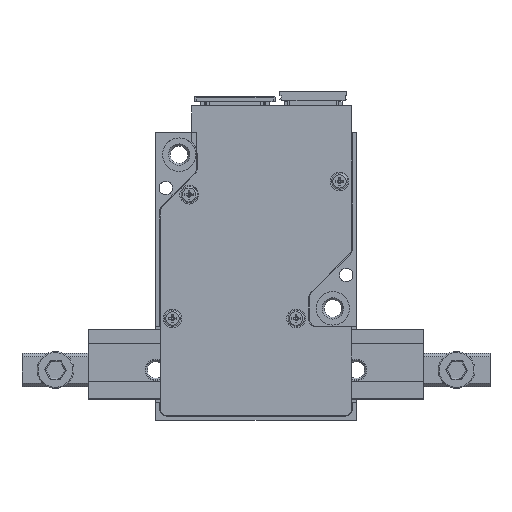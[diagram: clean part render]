
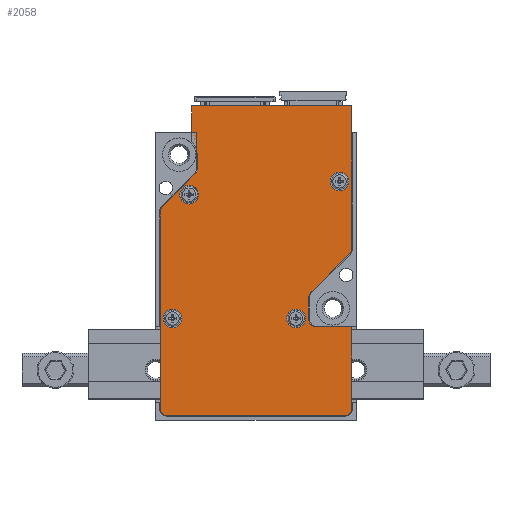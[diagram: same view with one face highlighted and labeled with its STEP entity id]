
A CAD part, top view. The second image highlights one B-rep face of the part: STEP entity #2058.
In plain terms, the highlighted planar face has unit normal (0, 0, 1).
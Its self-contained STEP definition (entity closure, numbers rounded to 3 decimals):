
#1596=FACE_BOUND('',#5524,.T.);
#1597=FACE_BOUND('',#5525,.T.);
#1598=FACE_BOUND('',#5526,.T.);
#1599=FACE_BOUND('',#5527,.T.);
#1600=FACE_BOUND('',#5528,.T.);
#2058=ADVANCED_FACE('',(#1596,#1597,#1598,#1599,#1600),#3253,.F.);
#3253=PLANE('',#26261);
#5524=EDGE_LOOP('',(#8145));
#5525=EDGE_LOOP('',(#8146));
#5526=EDGE_LOOP('',(#8147));
#5527=EDGE_LOOP('',(#8148));
#5528=EDGE_LOOP('',(#8149,#8150,#8151,#8152,#8153,#8154,#8155,#8156,#8157,
#8158,#8159,#8160,#8161,#8162,#8163,#8164,#8165,#8166,#8167));
#6940=CIRCLE('',#26246,2.7);
#6941=CIRCLE('',#26250,1.4);
#6942=CIRCLE('',#26251,1.4);
#6943=CIRCLE('',#26252,1.4);
#6944=CIRCLE('',#26253,1.4);
#6945=CIRCLE('',#26254,1.1);
#6946=CIRCLE('',#26255,0.9);
#6947=CIRCLE('',#26256,1.1);
#6948=CIRCLE('',#26257,0.9);
#6949=CIRCLE('',#26258,0.9);
#6950=CIRCLE('',#26259,0.9);
#6951=CIRCLE('',#26260,1.1);
#8145=ORIENTED_EDGE('',*,*,#17116,.T.);
#8146=ORIENTED_EDGE('',*,*,#17117,.T.);
#8147=ORIENTED_EDGE('',*,*,#17118,.T.);
#8148=ORIENTED_EDGE('',*,*,#17119,.T.);
#8149=ORIENTED_EDGE('',*,*,#17088,.T.);
#8150=ORIENTED_EDGE('',*,*,#17120,.T.);
#8151=ORIENTED_EDGE('',*,*,#17092,.T.);
#8152=ORIENTED_EDGE('',*,*,#17121,.T.);
#8153=ORIENTED_EDGE('',*,*,#17096,.T.);
#8154=ORIENTED_EDGE('',*,*,#17102,.T.);
#8155=ORIENTED_EDGE('',*,*,#17105,.T.);
#8156=ORIENTED_EDGE('',*,*,#17108,.T.);
#8157=ORIENTED_EDGE('',*,*,#17111,.T.);
#8158=ORIENTED_EDGE('',*,*,#17122,.T.);
#8159=ORIENTED_EDGE('',*,*,#17112,.T.);
#8160=ORIENTED_EDGE('',*,*,#17123,.T.);
#8161=ORIENTED_EDGE('',*,*,#17075,.T.);
#8162=ORIENTED_EDGE('',*,*,#17124,.T.);
#8163=ORIENTED_EDGE('',*,*,#17079,.T.);
#8164=ORIENTED_EDGE('',*,*,#17125,.T.);
#8165=ORIENTED_EDGE('',*,*,#17081,.T.);
#8166=ORIENTED_EDGE('',*,*,#17087,.T.);
#8167=ORIENTED_EDGE('',*,*,#17126,.T.);
#14619=VERTEX_POINT('',#35595);
#14620=VERTEX_POINT('',#35597);
#14623=VERTEX_POINT('',#35604);
#14624=VERTEX_POINT('',#35606);
#14625=VERTEX_POINT('',#35610);
#14626=VERTEX_POINT('',#35611);
#14630=VERTEX_POINT('',#35621);
#14631=VERTEX_POINT('',#35625);
#14632=VERTEX_POINT('',#35626);
#14635=VERTEX_POINT('',#35634);
#14636=VERTEX_POINT('',#35635);
#14639=VERTEX_POINT('',#35643);
#14640=VERTEX_POINT('',#35644);
#14644=VERTEX_POINT('',#35654);
#14646=VERTEX_POINT('',#35660);
#14648=VERTEX_POINT('',#35666);
#14650=VERTEX_POINT('',#35672);
#14651=VERTEX_POINT('',#35676);
#14652=VERTEX_POINT('',#35677);
#14655=VERTEX_POINT('',#35685);
#14656=VERTEX_POINT('',#35687);
#14657=VERTEX_POINT('',#35689);
#14658=VERTEX_POINT('',#35691);
#17075=EDGE_CURVE('',#14620,#14619,#20399,.T.);
#17079=EDGE_CURVE('',#14624,#14623,#20403,.T.);
#17081=EDGE_CURVE('',#14625,#14626,#20405,.T.);
#17087=EDGE_CURVE('',#14626,#14630,#20411,.T.);
#17088=EDGE_CURVE('',#14631,#14632,#20412,.T.);
#17092=EDGE_CURVE('',#14635,#14636,#20416,.T.);
#17096=EDGE_CURVE('',#14639,#14640,#20420,.T.);
#17102=EDGE_CURVE('',#14640,#14644,#20426,.T.);
#17105=EDGE_CURVE('',#14644,#14646,#20429,.T.);
#17108=EDGE_CURVE('',#14646,#14648,#6940,.T.);
#17111=EDGE_CURVE('',#14648,#14650,#20433,.T.);
#17112=EDGE_CURVE('',#14651,#14652,#20434,.T.);
#17116=EDGE_CURVE('',#14655,#14655,#6941,.T.);
#17117=EDGE_CURVE('',#14656,#14656,#6942,.T.);
#17118=EDGE_CURVE('',#14657,#14657,#6943,.T.);
#17119=EDGE_CURVE('',#14658,#14658,#6944,.T.);
#17120=EDGE_CURVE('',#14632,#14635,#6945,.T.);
#17121=EDGE_CURVE('',#14636,#14639,#6946,.T.);
#17122=EDGE_CURVE('',#14650,#14651,#6947,.T.);
#17123=EDGE_CURVE('',#14652,#14620,#6948,.T.);
#17124=EDGE_CURVE('',#14619,#14624,#6949,.T.);
#17125=EDGE_CURVE('',#14623,#14625,#6950,.T.);
#17126=EDGE_CURVE('',#14630,#14631,#6951,.T.);
#20399=LINE('',#35596,#23264);
#20403=LINE('',#35605,#23268);
#20405=LINE('',#35609,#23270);
#20411=LINE('',#35622,#23276);
#20412=LINE('',#35624,#23277);
#20416=LINE('',#35633,#23281);
#20420=LINE('',#35642,#23285);
#20426=LINE('',#35655,#23291);
#20429=LINE('',#35661,#23294);
#20433=LINE('',#35673,#23298);
#20434=LINE('',#35675,#23299);
#23264=VECTOR('',#28634,1.);
#23268=VECTOR('',#28640,1.);
#23270=VECTOR('',#28644,1.);
#23276=VECTOR('',#28652,1.);
#23277=VECTOR('',#28655,1.);
#23281=VECTOR('',#28661,1.);
#23285=VECTOR('',#28667,1.);
#23291=VECTOR('',#28675,1.);
#23294=VECTOR('',#28680,1.);
#23298=VECTOR('',#28692,1.);
#23299=VECTOR('',#28695,1.);
#26246=AXIS2_PLACEMENT_3D('',#35667,#28686,#28687);
#26250=AXIS2_PLACEMENT_3D('',#35684,#28701,#28702);
#26251=AXIS2_PLACEMENT_3D('',#35686,#28703,#28704);
#26252=AXIS2_PLACEMENT_3D('',#35688,#28705,#28706);
#26253=AXIS2_PLACEMENT_3D('',#35690,#28707,#28708);
#26254=AXIS2_PLACEMENT_3D('',#35692,#28709,#28710);
#26255=AXIS2_PLACEMENT_3D('',#35693,#28711,#28712);
#26256=AXIS2_PLACEMENT_3D('',#35694,#28713,#28714);
#26257=AXIS2_PLACEMENT_3D('',#35695,#28715,#28716);
#26258=AXIS2_PLACEMENT_3D('',#35696,#28717,#28718);
#26259=AXIS2_PLACEMENT_3D('',#35697,#28719,#28720);
#26260=AXIS2_PLACEMENT_3D('',#35698,#28721,#28722);
#26261=AXIS2_PLACEMENT_3D('',#35699,#28723,#28724);
#28634=DIRECTION('',(0.,-1.,0.));
#28640=DIRECTION('',(1.,0.,0.));
#28644=DIRECTION('',(0.,1.,0.));
#28652=DIRECTION('',(-1.,0.,0.));
#28655=DIRECTION('',(0.,1.,0.));
#28661=DIRECTION('',(0.707,0.707,0.));
#28667=DIRECTION('',(0.,1.,0.));
#28675=DIRECTION('',(-1.,0.,0.));
#28680=DIRECTION('',(0.,-1.,0.));
#28686=DIRECTION('',(0.,0.,-1.));
#28687=DIRECTION('',(1.,0.,0.));
#28692=DIRECTION('',(0.,-1.,0.));
#28695=DIRECTION('',(-0.707,-0.707,0.));
#28701=DIRECTION('',(0.,0.,-1.));
#28702=DIRECTION('',(-1.,0.,0.));
#28703=DIRECTION('',(0.,0.,-1.));
#28704=DIRECTION('',(-1.,0.,0.));
#28705=DIRECTION('',(0.,0.,-1.));
#28706=DIRECTION('',(-1.,0.,0.));
#28707=DIRECTION('',(0.,0.,-1.));
#28708=DIRECTION('',(-1.,0.,0.));
#28709=DIRECTION('',(0.,0.,-1.));
#28710=DIRECTION('',(-1.,0.,0.));
#28711=DIRECTION('',(0.,0.,1.));
#28712=DIRECTION('',(-1.,0.,0.));
#28713=DIRECTION('',(0.,0.,-1.));
#28714=DIRECTION('',(-1.,0.,0.));
#28715=DIRECTION('',(0.,0.,1.));
#28716=DIRECTION('',(-1.,0.,0.));
#28717=DIRECTION('',(0.,0.,1.));
#28718=DIRECTION('',(-1.,0.,0.));
#28719=DIRECTION('',(0.,0.,1.));
#28720=DIRECTION('',(-1.,0.,0.));
#28721=DIRECTION('',(0.,0.,-1.));
#28722=DIRECTION('',(-1.,0.,0.));
#28723=DIRECTION('',(0.,0.,-1.));
#28724=DIRECTION('',(-1.,0.,0.));
#35595=CARTESIAN_POINT('',(-14.3,1.6,0.1));
#35596=CARTESIAN_POINT('',(-14.3,31.643,0.1));
#35597=CARTESIAN_POINT('',(-14.3,31.271,0.1));
#35604=CARTESIAN_POINT('',(13.4,0.7,0.1));
#35605=CARTESIAN_POINT('',(-14.3,0.7,0.1));
#35606=CARTESIAN_POINT('',(-13.4,0.7,0.1));
#35609=CARTESIAN_POINT('',(14.3,0.7,0.1));
#35610=CARTESIAN_POINT('',(14.3,1.6,0.1));
#35611=CARTESIAN_POINT('',(14.3,13.95,0.1));
#35621=CARTESIAN_POINT('',(9.,13.95,0.1));
#35622=CARTESIAN_POINT('',(14.3,13.95,0.1));
#35624=CARTESIAN_POINT('',(7.9,13.95,0.1));
#35625=CARTESIAN_POINT('',(7.9,15.05,0.1));
#35626=CARTESIAN_POINT('',(7.9,18.315,0.1));
#35633=CARTESIAN_POINT('',(7.9,18.771,0.1));
#35634=CARTESIAN_POINT('',(8.222,19.093,0.1));
#35635=CARTESIAN_POINT('',(14.036,24.907,0.1));
#35642=CARTESIAN_POINT('',(14.3,25.171,0.1));
#35643=CARTESIAN_POINT('',(14.3,25.544,0.1));
#35644=CARTESIAN_POINT('',(14.3,47.,0.1));
#35654=CARTESIAN_POINT('',(-9.6,47.,0.1));
#35655=CARTESIAN_POINT('',(14.3,47.,0.1));
#35660=CARTESIAN_POINT('',(-9.6,41.618,0.1));
#35661=CARTESIAN_POINT('',(-9.6,47.,0.1));
#35666=CARTESIAN_POINT('',(-8.8,39.7,0.1));
#35667=CARTESIAN_POINT('',(-11.5,39.7,0.1));
#35672=CARTESIAN_POINT('',(-8.8,37.599,0.1));
#35673=CARTESIAN_POINT('',(-8.8,39.7,0.1));
#35675=CARTESIAN_POINT('',(-8.8,37.143,0.1));
#35676=CARTESIAN_POINT('',(-9.122,36.821,0.1));
#35677=CARTESIAN_POINT('',(-14.036,31.907,0.1));
#35684=CARTESIAN_POINT('',(12.5,35.7,0.1));
#35685=CARTESIAN_POINT('',(11.1,35.7,0.1));
#35686=CARTESIAN_POINT('',(6.,15.2,0.1));
#35687=CARTESIAN_POINT('',(4.6,15.2,0.1));
#35688=CARTESIAN_POINT('',(-10.,33.7,0.1));
#35689=CARTESIAN_POINT('',(-11.4,33.7,0.1));
#35690=CARTESIAN_POINT('',(-12.5,15.2,0.1));
#35691=CARTESIAN_POINT('',(-13.9,15.2,0.1));
#35692=CARTESIAN_POINT('',(9.,18.315,0.1));
#35693=CARTESIAN_POINT('',(13.4,25.544,0.1));
#35694=CARTESIAN_POINT('',(-9.9,37.599,0.1));
#35695=CARTESIAN_POINT('',(-13.4,31.271,0.1));
#35696=CARTESIAN_POINT('',(-13.4,1.6,0.1));
#35697=CARTESIAN_POINT('',(13.4,1.6,0.1));
#35698=CARTESIAN_POINT('',(9.,15.05,0.1));
#35699=CARTESIAN_POINT('',(-11.5,39.7,0.1));
